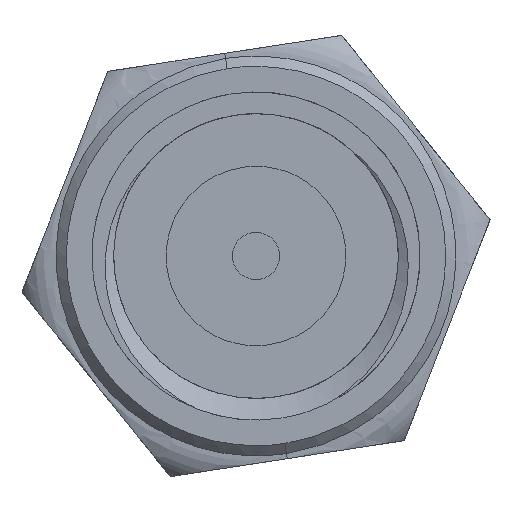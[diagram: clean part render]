
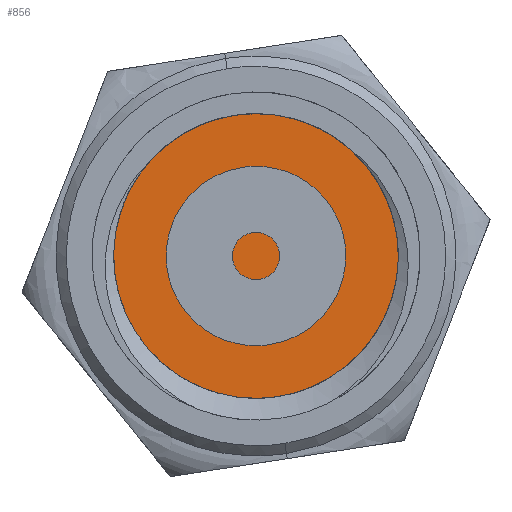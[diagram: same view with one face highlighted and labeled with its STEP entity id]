
A CAD part, front view. The second image highlights one B-rep face of the part: STEP entity #856.
In plain terms, the highlighted planar face has unit normal (0, -1, 0).
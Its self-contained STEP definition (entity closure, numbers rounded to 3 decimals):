
#115 = CARTESIAN_POINT ( 'NONE',  ( -3.159, -16.5, -2.427 ) ) ;
#132 = CARTESIAN_POINT ( 'NONE',  ( -1.989, -16.5, -3.451 ) ) ;
#146 = CARTESIAN_POINT ( 'NONE',  ( 2.427, -16.5, -3.159 ) ) ;
#152 = CARTESIAN_POINT ( 'NONE',  ( -3.847, -16.5, -1.034 ) ) ;
#153 = CARTESIAN_POINT ( 'NONE',  ( 0., -16.5, 3.95 ) ) ;
#185 = CARTESIAN_POINT ( 'NONE',  ( -3.95, -16.5, 0.517 ) ) ;
#401 = CARTESIAN_POINT ( 'NONE',  ( 0.517, -16.5, 3.95 ) ) ;
#502 = CARTESIAN_POINT ( 'NONE',  ( 1.989, -16.5, -3.451 ) ) ;
#573 = CARTESIAN_POINT ( 'NONE',  ( -1.989, -16.5, 3.451 ) ) ;
#826 = CARTESIAN_POINT ( 'NONE',  ( 3.847, -16.5, 1.034 ) ) ;
#856 = ADVANCED_FACE ( 'NONE', ( #1337 ), #4393, .F. ) ;
#1188 = EDGE_LOOP ( 'NONE', ( #1384, #1507 ) ) ;
#1216 = CARTESIAN_POINT ( 'NONE',  ( 0., -16.5, 3.95 ) ) ;
#1337 = FACE_OUTER_BOUND ( 'NONE', #1188, .T. ) ;
#1375 = CARTESIAN_POINT ( 'NONE',  ( -3.451, -16.5, 1.989 ) ) ;
#1384 = ORIENTED_EDGE ( 'NONE', *, *, #2811, .F. ) ;
#1460 = B_SPLINE_CURVE_WITH_KNOTS ( 'NONE', 3,
 ( #1216, #401, #4593, #2939, #2046, #4959, #2461, #826, #3706, #2626, #4672, #2169, #5094, #146, #502, #3461, #5073, #3392 ),
 .UNSPECIFIED., .F., .F.,
 ( 4, 2, 2, 2, 2, 2, 2, 2, 4 ),
 ( 0., 0.125, 0.25, 0.375, 0.5, 0.625, 0.75, 0.875, 1. ),
 .UNSPECIFIED. ) ;
#1507 = ORIENTED_EDGE ( 'NONE', *, *, #2227, .F. ) ;
#1842 = CARTESIAN_POINT ( 'NONE',  ( -1.034, -16.5, -3.847 ) ) ;
#1966 = DIRECTION ( 'NONE',  ( 0., 1., 0. ) ) ;
#2046 = CARTESIAN_POINT ( 'NONE',  ( 2.427, -16.5, 3.159 ) ) ;
#2169 = CARTESIAN_POINT ( 'NONE',  ( 3.451, -16.5, -1.989 ) ) ;
#2227 = EDGE_CURVE ( 'NONE', #5076, #4817, #3498, .T. ) ;
#2461 = CARTESIAN_POINT ( 'NONE',  ( 3.451, -16.5, 1.989 ) ) ;
#2610 = CARTESIAN_POINT ( 'NONE',  ( -2.427, -16.5, -3.159 ) ) ;
#2626 = CARTESIAN_POINT ( 'NONE',  ( 3.95, -16.5, -0.517 ) ) ;
#2629 = CARTESIAN_POINT ( 'NONE',  ( -3.847, -16.5, 1.034 ) ) ;
#2811 = EDGE_CURVE ( 'NONE', #4817, #5076, #1460, .T. ) ;
#2926 = AXIS2_PLACEMENT_3D ( 'NONE', #3650, #1966, #3997 ) ;
#2939 = CARTESIAN_POINT ( 'NONE',  ( 1.989, -16.5, 3.451 ) ) ;
#3047 = CARTESIAN_POINT ( 'NONE',  ( -3.95, -16.5, -0.517 ) ) ;
#3066 = CARTESIAN_POINT ( 'NONE',  ( -3.159, -16.5, 2.427 ) ) ;
#3392 = CARTESIAN_POINT ( 'NONE',  ( 0., -16.5, -3.95 ) ) ;
#3430 = CARTESIAN_POINT ( 'NONE',  ( -0.517, -16.5, 3.95 ) ) ;
#3461 = CARTESIAN_POINT ( 'NONE',  ( 1.034, -16.5, -3.847 ) ) ;
#3498 = B_SPLINE_CURVE_WITH_KNOTS ( 'NONE', 3,
 ( #3873, #4321, #1842, #132, #2610, #115, #4279, #152, #3047, #185, #2629, #1375, #3066, #4746, #573, #4690, #3430, #3893 ),
 .UNSPECIFIED., .F., .F.,
 ( 4, 2, 2, 2, 2, 2, 2, 2, 4 ),
 ( 0., 0.125, 0.25, 0.375, 0.5, 0.625, 0.75, 0.875, 1. ),
 .UNSPECIFIED. ) ;
#3509 = CARTESIAN_POINT ( 'NONE',  ( 0., -16.5, -3.95 ) ) ;
#3650 = CARTESIAN_POINT ( 'NONE',  ( 0., -16.5, 0. ) ) ;
#3706 = CARTESIAN_POINT ( 'NONE',  ( 3.95, -16.5, 0.517 ) ) ;
#3873 = CARTESIAN_POINT ( 'NONE',  ( 0., -16.5, -3.95 ) ) ;
#3893 = CARTESIAN_POINT ( 'NONE',  ( 0., -16.5, 3.95 ) ) ;
#3997 = DIRECTION ( 'NONE',  ( 1., 0., 0. ) ) ;
#4279 = CARTESIAN_POINT ( 'NONE',  ( -3.451, -16.5, -1.989 ) ) ;
#4321 = CARTESIAN_POINT ( 'NONE',  ( -0.517, -16.5, -3.95 ) ) ;
#4393 = PLANE ( 'NONE',  #2926 ) ;
#4593 = CARTESIAN_POINT ( 'NONE',  ( 1.034, -16.5, 3.847 ) ) ;
#4672 = CARTESIAN_POINT ( 'NONE',  ( 3.847, -16.5, -1.034 ) ) ;
#4690 = CARTESIAN_POINT ( 'NONE',  ( -1.034, -16.5, 3.847 ) ) ;
#4746 = CARTESIAN_POINT ( 'NONE',  ( -2.427, -16.5, 3.159 ) ) ;
#4817 = VERTEX_POINT ( 'NONE', #153 ) ;
#4959 = CARTESIAN_POINT ( 'NONE',  ( 3.159, -16.5, 2.427 ) ) ;
#5073 = CARTESIAN_POINT ( 'NONE',  ( 0.517, -16.5, -3.95 ) ) ;
#5076 = VERTEX_POINT ( 'NONE', #3509 ) ;
#5094 = CARTESIAN_POINT ( 'NONE',  ( 3.159, -16.5, -2.427 ) ) ;
